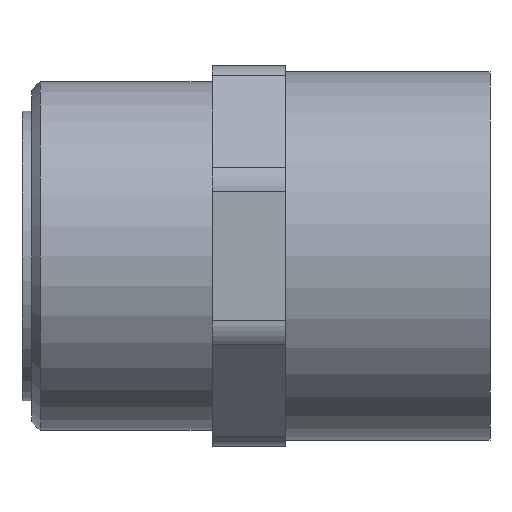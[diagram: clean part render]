
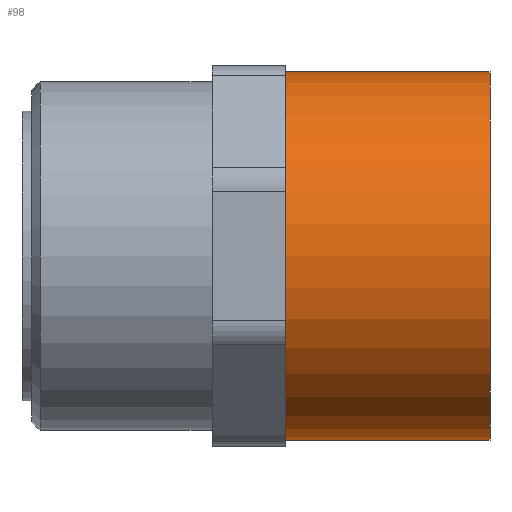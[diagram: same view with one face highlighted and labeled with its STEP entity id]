
A CAD part, front view. The second image highlights one B-rep face of the part: STEP entity #98.
In plain terms, the highlighted cylindrical face has radius 31.5 mm (diameter 63 mm), a full revolution.
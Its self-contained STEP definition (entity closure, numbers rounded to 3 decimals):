
#98 = ADVANCED_FACE( '', ( #200, #201 ), #202, .T. );
#200 = FACE_OUTER_BOUND( '', #295, .T. );
#201 = FACE_OUTER_BOUND( '', #296, .T. );
#202 = CYLINDRICAL_SURFACE( '', #297, 31.5 );
#295 = EDGE_LOOP( '', ( #507 ) );
#296 = EDGE_LOOP( '', ( #508 ) );
#297 = AXIS2_PLACEMENT_3D( '', #509, #510, #511 );
#507 = ORIENTED_EDGE( '', *, *, #584, .F. );
#508 = ORIENTED_EDGE( '', *, *, #557, .T. );
#509 = CARTESIAN_POINT( '', ( 0., 0., 0. ) );
#510 = DIRECTION( '', ( -1., 0., 0. ) );
#511 = DIRECTION( '', ( 0., 1., 0. ) );
#557 = EDGE_CURVE( '', #663, #663, #664, .T. );
#584 = EDGE_CURVE( '', #703, #703, #704, .T. );
#663 = VERTEX_POINT( '', #805 );
#664 = CIRCLE( '', #806, 31.5 );
#703 = VERTEX_POINT( '', #853 );
#704 = CIRCLE( '', #854, 31.5 );
#805 = CARTESIAN_POINT( '', ( -35., 31.5, 0. ) );
#806 = AXIS2_PLACEMENT_3D( '', #928, #929, #930 );
#853 = CARTESIAN_POINT( '', ( 0., 31.5, 0. ) );
#854 = AXIS2_PLACEMENT_3D( '', #972, #973, #974 );
#928 = CARTESIAN_POINT( '', ( -35., 0., 0. ) );
#929 = DIRECTION( '', ( 1., 0., 0. ) );
#930 = DIRECTION( '', ( 0., 1., 0. ) );
#972 = CARTESIAN_POINT( '', ( 0., 0., 0. ) );
#973 = DIRECTION( '', ( 1., 0., 0. ) );
#974 = DIRECTION( '', ( 0., 1., 0. ) );
